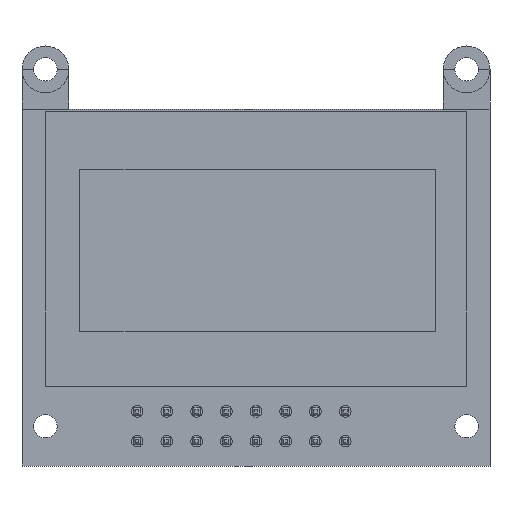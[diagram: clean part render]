
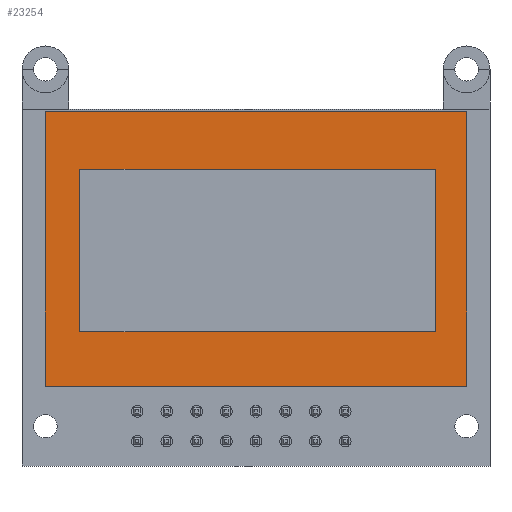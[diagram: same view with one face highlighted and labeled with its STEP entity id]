
A CAD part, top view. The second image highlights one B-rep face of the part: STEP entity #23254.
In plain terms, the highlighted planar face has unit normal (0, 0, 1).
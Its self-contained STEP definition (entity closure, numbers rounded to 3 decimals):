
#23065 = VERTEX_POINT('',#23066);
#23066 = CARTESIAN_POINT('',(2.,6.8,13.14));
#23073 = PLANE('',#23074);
#23074 = AXIS2_PLACEMENT_3D('',#23075,#23076,#23077);
#23075 = CARTESIAN_POINT('',(2.,6.8,4.14));
#23076 = DIRECTION('',(1.,0.,0.));
#23077 = DIRECTION('',(0.,0.,1.));
#23085 = PLANE('',#23086);
#23086 = AXIS2_PLACEMENT_3D('',#23087,#23088,#23089);
#23087 = CARTESIAN_POINT('',(2.,6.8,4.14));
#23088 = DIRECTION('',(0.,1.,0.));
#23089 = DIRECTION('',(0.,0.,1.));
#23126 = VERTEX_POINT('',#23127);
#23127 = CARTESIAN_POINT('',(2.,30.3,13.14));
#23141 = PLANE('',#23142);
#23142 = AXIS2_PLACEMENT_3D('',#23143,#23144,#23145);
#23143 = CARTESIAN_POINT('',(2.,30.3,4.14));
#23144 = DIRECTION('',(0.,1.,0.));
#23145 = DIRECTION('',(0.,0.,1.));
#23153 = EDGE_CURVE('',#23065,#23126,#23154,.T.);
#23154 = SURFACE_CURVE('',#23155,(#23159,#23166),.PCURVE_S1.);
#23155 = LINE('',#23156,#23157);
#23156 = CARTESIAN_POINT('',(2.,6.8,13.14));
#23157 = VECTOR('',#23158,1.);
#23158 = DIRECTION('',(0.,1.,0.));
#23159 = PCURVE('',#23073,#23160);
#23160 = DEFINITIONAL_REPRESENTATION('',(#23161),#23165);
#23161 = LINE('',#23162,#23163);
#23162 = CARTESIAN_POINT('',(9.,0.));
#23163 = VECTOR('',#23164,1.);
#23164 = DIRECTION('',(0.,-1.));
#23165 = ( GEOMETRIC_REPRESENTATION_CONTEXT(2) 
PARAMETRIC_REPRESENTATION_CONTEXT() REPRESENTATION_CONTEXT('2D SPACE',''
  ) );
#23166 = PCURVE('',#23167,#23172);
#23167 = PLANE('',#23168);
#23168 = AXIS2_PLACEMENT_3D('',#23169,#23170,#23171);
#23169 = CARTESIAN_POINT('',(2.,6.8,13.14));
#23170 = DIRECTION('',(0.,0.,1.));
#23171 = DIRECTION('',(1.,0.,0.));
#23172 = DEFINITIONAL_REPRESENTATION('',(#23173),#23177);
#23173 = LINE('',#23174,#23175);
#23174 = CARTESIAN_POINT('',(0.,0.));
#23175 = VECTOR('',#23176,1.);
#23176 = DIRECTION('',(0.,1.));
#23177 = ( GEOMETRIC_REPRESENTATION_CONTEXT(2) 
PARAMETRIC_REPRESENTATION_CONTEXT() REPRESENTATION_CONTEXT('2D SPACE',''
  ) );
#23206 = EDGE_CURVE('',#23065,#23207,#23209,.T.);
#23207 = VERTEX_POINT('',#23208);
#23208 = CARTESIAN_POINT('',(38.,6.8,13.14));
#23209 = SURFACE_CURVE('',#23210,(#23214,#23221),.PCURVE_S1.);
#23210 = LINE('',#23211,#23212);
#23211 = CARTESIAN_POINT('',(2.,6.8,13.14));
#23212 = VECTOR('',#23213,1.);
#23213 = DIRECTION('',(1.,0.,0.));
#23214 = PCURVE('',#23085,#23215);
#23215 = DEFINITIONAL_REPRESENTATION('',(#23216),#23220);
#23216 = LINE('',#23217,#23218);
#23217 = CARTESIAN_POINT('',(9.,0.));
#23218 = VECTOR('',#23219,1.);
#23219 = DIRECTION('',(0.,1.));
#23220 = ( GEOMETRIC_REPRESENTATION_CONTEXT(2) 
PARAMETRIC_REPRESENTATION_CONTEXT() REPRESENTATION_CONTEXT('2D SPACE',''
  ) );
#23221 = PCURVE('',#23167,#23222);
#23222 = DEFINITIONAL_REPRESENTATION('',(#23223),#23227);
#23223 = LINE('',#23224,#23225);
#23224 = CARTESIAN_POINT('',(0.,0.));
#23225 = VECTOR('',#23226,1.);
#23226 = DIRECTION('',(1.,0.));
#23227 = ( GEOMETRIC_REPRESENTATION_CONTEXT(2) 
PARAMETRIC_REPRESENTATION_CONTEXT() REPRESENTATION_CONTEXT('2D SPACE',''
  ) );
#23243 = PLANE('',#23244);
#23244 = AXIS2_PLACEMENT_3D('',#23245,#23246,#23247);
#23245 = CARTESIAN_POINT('',(38.,6.8,4.14));
#23246 = DIRECTION('',(1.,0.,0.));
#23247 = DIRECTION('',(0.,0.,1.));
#23254 = ADVANCED_FACE('',(#23255,#23303),#23167,.T.);
#23255 = FACE_BOUND('',#23256,.T.);
#23256 = EDGE_LOOP('',(#23257,#23258,#23259,#23282));
#23257 = ORIENTED_EDGE('',*,*,#23153,.F.);
#23258 = ORIENTED_EDGE('',*,*,#23206,.T.);
#23259 = ORIENTED_EDGE('',*,*,#23260,.T.);
#23260 = EDGE_CURVE('',#23207,#23261,#23263,.T.);
#23261 = VERTEX_POINT('',#23262);
#23262 = CARTESIAN_POINT('',(38.,30.3,13.14));
#23263 = SURFACE_CURVE('',#23264,(#23268,#23275),.PCURVE_S1.);
#23264 = LINE('',#23265,#23266);
#23265 = CARTESIAN_POINT('',(38.,6.8,13.14));
#23266 = VECTOR('',#23267,1.);
#23267 = DIRECTION('',(0.,1.,0.));
#23268 = PCURVE('',#23167,#23269);
#23269 = DEFINITIONAL_REPRESENTATION('',(#23270),#23274);
#23270 = LINE('',#23271,#23272);
#23271 = CARTESIAN_POINT('',(36.,0.));
#23272 = VECTOR('',#23273,1.);
#23273 = DIRECTION('',(0.,1.));
#23274 = ( GEOMETRIC_REPRESENTATION_CONTEXT(2) 
PARAMETRIC_REPRESENTATION_CONTEXT() REPRESENTATION_CONTEXT('2D SPACE',''
  ) );
#23275 = PCURVE('',#23243,#23276);
#23276 = DEFINITIONAL_REPRESENTATION('',(#23277),#23281);
#23277 = LINE('',#23278,#23279);
#23278 = CARTESIAN_POINT('',(9.,0.));
#23279 = VECTOR('',#23280,1.);
#23280 = DIRECTION('',(0.,-1.));
#23281 = ( GEOMETRIC_REPRESENTATION_CONTEXT(2) 
PARAMETRIC_REPRESENTATION_CONTEXT() REPRESENTATION_CONTEXT('2D SPACE',''
  ) );
#23282 = ORIENTED_EDGE('',*,*,#23283,.F.);
#23283 = EDGE_CURVE('',#23126,#23261,#23284,.T.);
#23284 = SURFACE_CURVE('',#23285,(#23289,#23296),.PCURVE_S1.);
#23285 = LINE('',#23286,#23287);
#23286 = CARTESIAN_POINT('',(2.,30.3,13.14));
#23287 = VECTOR('',#23288,1.);
#23288 = DIRECTION('',(1.,0.,0.));
#23289 = PCURVE('',#23167,#23290);
#23290 = DEFINITIONAL_REPRESENTATION('',(#23291),#23295);
#23291 = LINE('',#23292,#23293);
#23292 = CARTESIAN_POINT('',(0.,23.5));
#23293 = VECTOR('',#23294,1.);
#23294 = DIRECTION('',(1.,0.));
#23295 = ( GEOMETRIC_REPRESENTATION_CONTEXT(2) 
PARAMETRIC_REPRESENTATION_CONTEXT() REPRESENTATION_CONTEXT('2D SPACE',''
  ) );
#23296 = PCURVE('',#23141,#23297);
#23297 = DEFINITIONAL_REPRESENTATION('',(#23298),#23302);
#23298 = LINE('',#23299,#23300);
#23299 = CARTESIAN_POINT('',(9.,0.));
#23300 = VECTOR('',#23301,1.);
#23301 = DIRECTION('',(0.,1.));
#23302 = ( GEOMETRIC_REPRESENTATION_CONTEXT(2) 
PARAMETRIC_REPRESENTATION_CONTEXT() REPRESENTATION_CONTEXT('2D SPACE',''
  ) );
#23303 = FACE_BOUND('',#23304,.T.);
#23304 = EDGE_LOOP('',(#23305,#23333,#23359,#23385));
#23305 = ORIENTED_EDGE('',*,*,#23306,.T.);
#23306 = EDGE_CURVE('',#23307,#23309,#23311,.T.);
#23307 = VERTEX_POINT('',#23308);
#23308 = CARTESIAN_POINT('',(35.35,11.45,13.14));
#23309 = VERTEX_POINT('',#23310);
#23310 = CARTESIAN_POINT('',(4.95,11.45,13.14));
#23311 = SURFACE_CURVE('',#23312,(#23316,#23322),.PCURVE_S1.);
#23312 = LINE('',#23313,#23314);
#23313 = CARTESIAN_POINT('',(3.475,11.45,13.14));
#23314 = VECTOR('',#23315,1.);
#23315 = DIRECTION('',(-1.,0.,0.));
#23316 = PCURVE('',#23167,#23317);
#23317 = DEFINITIONAL_REPRESENTATION('',(#23318),#23321);
#23318 = B_SPLINE_CURVE_WITH_KNOTS('',1,(#23319,#23320),.UNSPECIFIED.,
  .F.,.F.,(2,2),(-31.875,-1.475),.PIECEWISE_BEZIER_KNOTS.);
#23319 = CARTESIAN_POINT('',(33.35,4.65));
#23320 = CARTESIAN_POINT('',(2.95,4.65));
#23321 = ( GEOMETRIC_REPRESENTATION_CONTEXT(2) 
PARAMETRIC_REPRESENTATION_CONTEXT() REPRESENTATION_CONTEXT('2D SPACE',''
  ) );
#23322 = PCURVE('',#23323,#23328);
#23323 = PLANE('',#23324);
#23324 = AXIS2_PLACEMENT_3D('',#23325,#23326,#23327);
#23325 = CARTESIAN_POINT('',(4.95,11.45,12.44));
#23326 = DIRECTION('',(0.,1.,0.));
#23327 = DIRECTION('',(0.,0.,1.));
#23328 = DEFINITIONAL_REPRESENTATION('',(#23329),#23332);
#23329 = B_SPLINE_CURVE_WITH_KNOTS('',1,(#23330,#23331),.UNSPECIFIED.,
  .F.,.F.,(2,2),(-31.875,-1.475),.PIECEWISE_BEZIER_KNOTS.);
#23330 = CARTESIAN_POINT('',(0.7,30.4));
#23331 = CARTESIAN_POINT('',(0.7,0.));
#23332 = ( GEOMETRIC_REPRESENTATION_CONTEXT(2) 
PARAMETRIC_REPRESENTATION_CONTEXT() REPRESENTATION_CONTEXT('2D SPACE',''
  ) );
#23333 = ORIENTED_EDGE('',*,*,#23334,.T.);
#23334 = EDGE_CURVE('',#23309,#23335,#23337,.T.);
#23335 = VERTEX_POINT('',#23336);
#23336 = CARTESIAN_POINT('',(4.95,25.35,13.14));
#23337 = SURFACE_CURVE('',#23338,(#23342,#23348),.PCURVE_S1.);
#23338 = LINE('',#23339,#23340);
#23339 = CARTESIAN_POINT('',(4.95,9.125,13.14));
#23340 = VECTOR('',#23341,1.);
#23341 = DIRECTION('',(0.,1.,0.));
#23342 = PCURVE('',#23167,#23343);
#23343 = DEFINITIONAL_REPRESENTATION('',(#23344),#23347);
#23344 = B_SPLINE_CURVE_WITH_KNOTS('',1,(#23345,#23346),.UNSPECIFIED.,
  .F.,.F.,(2,2),(2.325,16.225),.PIECEWISE_BEZIER_KNOTS.);
#23345 = CARTESIAN_POINT('',(2.95,4.65));
#23346 = CARTESIAN_POINT('',(2.95,18.55));
#23347 = ( GEOMETRIC_REPRESENTATION_CONTEXT(2) 
PARAMETRIC_REPRESENTATION_CONTEXT() REPRESENTATION_CONTEXT('2D SPACE',''
  ) );
#23348 = PCURVE('',#23349,#23354);
#23349 = PLANE('',#23350);
#23350 = AXIS2_PLACEMENT_3D('',#23351,#23352,#23353);
#23351 = CARTESIAN_POINT('',(4.95,11.45,12.44));
#23352 = DIRECTION('',(1.,0.,0.));
#23353 = DIRECTION('',(0.,0.,1.));
#23354 = DEFINITIONAL_REPRESENTATION('',(#23355),#23358);
#23355 = B_SPLINE_CURVE_WITH_KNOTS('',1,(#23356,#23357),.UNSPECIFIED.,
  .F.,.F.,(2,2),(2.325,16.225),.PIECEWISE_BEZIER_KNOTS.);
#23356 = CARTESIAN_POINT('',(0.7,0.));
#23357 = CARTESIAN_POINT('',(0.7,-13.9));
#23358 = ( GEOMETRIC_REPRESENTATION_CONTEXT(2) 
PARAMETRIC_REPRESENTATION_CONTEXT() REPRESENTATION_CONTEXT('2D SPACE',''
  ) );
#23359 = ORIENTED_EDGE('',*,*,#23360,.F.);
#23360 = EDGE_CURVE('',#23361,#23335,#23363,.T.);
#23361 = VERTEX_POINT('',#23362);
#23362 = CARTESIAN_POINT('',(35.35,25.35,13.14));
#23363 = SURFACE_CURVE('',#23364,(#23368,#23374),.PCURVE_S1.);
#23364 = LINE('',#23365,#23366);
#23365 = CARTESIAN_POINT('',(3.475,25.35,13.14));
#23366 = VECTOR('',#23367,1.);
#23367 = DIRECTION('',(-1.,0.,0.));
#23368 = PCURVE('',#23167,#23369);
#23369 = DEFINITIONAL_REPRESENTATION('',(#23370),#23373);
#23370 = B_SPLINE_CURVE_WITH_KNOTS('',1,(#23371,#23372),.UNSPECIFIED.,
  .F.,.F.,(2,2),(-31.875,-1.475),.PIECEWISE_BEZIER_KNOTS.);
#23371 = CARTESIAN_POINT('',(33.35,18.55));
#23372 = CARTESIAN_POINT('',(2.95,18.55));
#23373 = ( GEOMETRIC_REPRESENTATION_CONTEXT(2) 
PARAMETRIC_REPRESENTATION_CONTEXT() REPRESENTATION_CONTEXT('2D SPACE',''
  ) );
#23374 = PCURVE('',#23375,#23380);
#23375 = PLANE('',#23376);
#23376 = AXIS2_PLACEMENT_3D('',#23377,#23378,#23379);
#23377 = CARTESIAN_POINT('',(4.95,25.35,12.44));
#23378 = DIRECTION('',(0.,1.,0.));
#23379 = DIRECTION('',(0.,0.,1.));
#23380 = DEFINITIONAL_REPRESENTATION('',(#23381),#23384);
#23381 = B_SPLINE_CURVE_WITH_KNOTS('',1,(#23382,#23383),.UNSPECIFIED.,
  .F.,.F.,(2,2),(-31.875,-1.475),.PIECEWISE_BEZIER_KNOTS.);
#23382 = CARTESIAN_POINT('',(0.7,30.4));
#23383 = CARTESIAN_POINT('',(0.7,0.));
#23384 = ( GEOMETRIC_REPRESENTATION_CONTEXT(2) 
PARAMETRIC_REPRESENTATION_CONTEXT() REPRESENTATION_CONTEXT('2D SPACE',''
  ) );
#23385 = ORIENTED_EDGE('',*,*,#23386,.F.);
#23386 = EDGE_CURVE('',#23307,#23361,#23387,.T.);
#23387 = SURFACE_CURVE('',#23388,(#23392,#23398),.PCURVE_S1.);
#23388 = LINE('',#23389,#23390);
#23389 = CARTESIAN_POINT('',(35.35,9.125,13.14));
#23390 = VECTOR('',#23391,1.);
#23391 = DIRECTION('',(0.,1.,0.));
#23392 = PCURVE('',#23167,#23393);
#23393 = DEFINITIONAL_REPRESENTATION('',(#23394),#23397);
#23394 = B_SPLINE_CURVE_WITH_KNOTS('',1,(#23395,#23396),.UNSPECIFIED.,
  .F.,.F.,(2,2),(2.325,16.225),.PIECEWISE_BEZIER_KNOTS.);
#23395 = CARTESIAN_POINT('',(33.35,4.65));
#23396 = CARTESIAN_POINT('',(33.35,18.55));
#23397 = ( GEOMETRIC_REPRESENTATION_CONTEXT(2) 
PARAMETRIC_REPRESENTATION_CONTEXT() REPRESENTATION_CONTEXT('2D SPACE',''
  ) );
#23398 = PCURVE('',#23399,#23404);
#23399 = PLANE('',#23400);
#23400 = AXIS2_PLACEMENT_3D('',#23401,#23402,#23403);
#23401 = CARTESIAN_POINT('',(35.35,11.45,12.44));
#23402 = DIRECTION('',(1.,0.,0.));
#23403 = DIRECTION('',(0.,0.,1.));
#23404 = DEFINITIONAL_REPRESENTATION('',(#23405),#23408);
#23405 = B_SPLINE_CURVE_WITH_KNOTS('',1,(#23406,#23407),.UNSPECIFIED.,
  .F.,.F.,(2,2),(2.325,16.225),.PIECEWISE_BEZIER_KNOTS.);
#23406 = CARTESIAN_POINT('',(0.7,0.));
#23407 = CARTESIAN_POINT('',(0.7,-13.9));
#23408 = ( GEOMETRIC_REPRESENTATION_CONTEXT(2) 
PARAMETRIC_REPRESENTATION_CONTEXT() REPRESENTATION_CONTEXT('2D SPACE',''
  ) );
